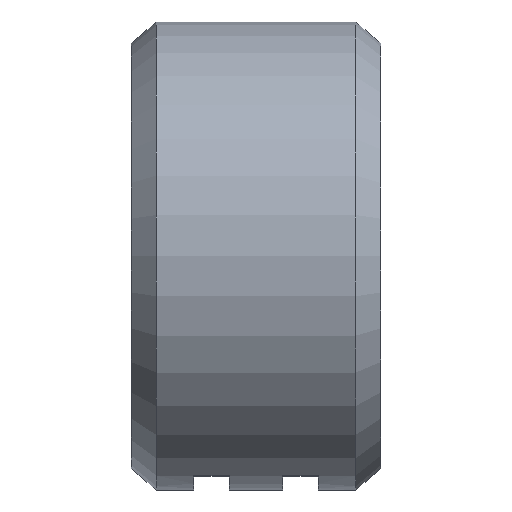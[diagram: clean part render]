
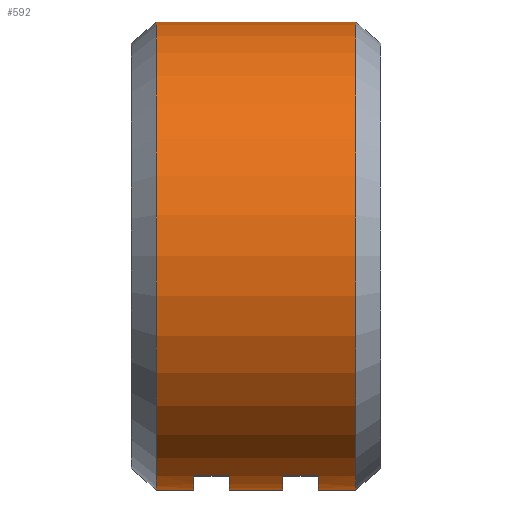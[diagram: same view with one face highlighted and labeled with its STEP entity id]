
A CAD part, top view. The second image highlights one B-rep face of the part: STEP entity #592.
In plain terms, the highlighted cylindrical face has radius 385 mm (diameter 770 mm), a full revolution.
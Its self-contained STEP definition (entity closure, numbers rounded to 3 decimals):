
#29=CYLINDRICAL_SURFACE('',#672,385.);
#60=FACE_OUTER_BOUND('',#97,.T.);
#97=EDGE_LOOP('',(#510,#511,#512,#513,#514,#515,#516,#517,#518,#519,#520,
#521,#522,#523,#524,#525,#526,#527,#528,#529));
#105=LINE('',#881,#154);
#106=LINE('',#882,#155);
#109=LINE('',#898,#158);
#110=LINE('',#899,#159);
#148=LINE('',#1028,#197);
#149=LINE('',#1029,#198);
#150=LINE('',#1030,#199);
#154=VECTOR('',#696,10.);
#155=VECTOR('',#697,10.);
#158=VECTOR('',#714,10.);
#159=VECTOR('',#715,10.);
#197=VECTOR('',#853,385.);
#198=VECTOR('',#854,385.);
#199=VECTOR('',#855,385.);
#201=CIRCLE('',#611,385.);
#202=CIRCLE('',#612,385.);
#203=CIRCLE('',#614,385.);
#204=CIRCLE('',#615,385.);
#205=CIRCLE('',#618,385.);
#206=CIRCLE('',#619,385.);
#207=CIRCLE('',#621,385.);
#208=CIRCLE('',#622,385.);
#231=CIRCLE('',#670,385.);
#233=CIRCLE('',#673,385.);
#235=VERTEX_POINT('',#867);
#236=VERTEX_POINT('',#868);
#237=VERTEX_POINT('',#870);
#238=VERTEX_POINT('',#874);
#239=VERTEX_POINT('',#875);
#240=VERTEX_POINT('',#877);
#241=VERTEX_POINT('',#884);
#242=VERTEX_POINT('',#885);
#243=VERTEX_POINT('',#887);
#244=VERTEX_POINT('',#891);
#245=VERTEX_POINT('',#892);
#246=VERTEX_POINT('',#894);
#285=VERTEX_POINT('',#1020);
#287=VERTEX_POINT('',#1026);
#289=EDGE_CURVE('',#235,#236,#201,.T.);
#291=EDGE_CURVE('',#236,#237,#202,.T.);
#292=EDGE_CURVE('',#238,#239,#203,.T.);
#294=EDGE_CURVE('',#239,#240,#204,.T.);
#295=EDGE_CURVE('',#240,#235,#105,.T.);
#296=EDGE_CURVE('',#237,#238,#106,.T.);
#297=EDGE_CURVE('',#241,#242,#205,.T.);
#299=EDGE_CURVE('',#242,#243,#206,.T.);
#300=EDGE_CURVE('',#244,#245,#207,.T.);
#302=EDGE_CURVE('',#245,#246,#208,.T.);
#303=EDGE_CURVE('',#246,#241,#109,.T.);
#304=EDGE_CURVE('',#243,#244,#110,.T.);
#363=EDGE_CURVE('',#285,#285,#231,.T.);
#366=EDGE_CURVE('',#287,#287,#233,.T.);
#367=EDGE_CURVE('',#287,#242,#148,.T.);
#368=EDGE_CURVE('',#245,#236,#149,.T.);
#369=EDGE_CURVE('',#239,#285,#150,.T.);
#510=ORIENTED_EDGE('',*,*,#366,.F.);
#511=ORIENTED_EDGE('',*,*,#367,.T.);
#512=ORIENTED_EDGE('',*,*,#299,.T.);
#513=ORIENTED_EDGE('',*,*,#304,.T.);
#514=ORIENTED_EDGE('',*,*,#300,.T.);
#515=ORIENTED_EDGE('',*,*,#368,.T.);
#516=ORIENTED_EDGE('',*,*,#291,.T.);
#517=ORIENTED_EDGE('',*,*,#296,.T.);
#518=ORIENTED_EDGE('',*,*,#292,.T.);
#519=ORIENTED_EDGE('',*,*,#369,.T.);
#520=ORIENTED_EDGE('',*,*,#363,.T.);
#521=ORIENTED_EDGE('',*,*,#369,.F.);
#522=ORIENTED_EDGE('',*,*,#294,.T.);
#523=ORIENTED_EDGE('',*,*,#295,.T.);
#524=ORIENTED_EDGE('',*,*,#289,.T.);
#525=ORIENTED_EDGE('',*,*,#368,.F.);
#526=ORIENTED_EDGE('',*,*,#302,.T.);
#527=ORIENTED_EDGE('',*,*,#303,.T.);
#528=ORIENTED_EDGE('',*,*,#297,.T.);
#529=ORIENTED_EDGE('',*,*,#367,.F.);
#592=ADVANCED_FACE('',(#60),#29,.T.);
#611=AXIS2_PLACEMENT_3D('',#869,#682,#683);
#612=AXIS2_PLACEMENT_3D('',#872,#685,#686);
#614=AXIS2_PLACEMENT_3D('',#876,#689,#690);
#615=AXIS2_PLACEMENT_3D('',#879,#692,#693);
#618=AXIS2_PLACEMENT_3D('',#886,#700,#701);
#619=AXIS2_PLACEMENT_3D('',#889,#703,#704);
#621=AXIS2_PLACEMENT_3D('',#893,#707,#708);
#622=AXIS2_PLACEMENT_3D('',#896,#710,#711);
#670=AXIS2_PLACEMENT_3D('',#1021,#844,#845);
#672=AXIS2_PLACEMENT_3D('',#1025,#849,#850);
#673=AXIS2_PLACEMENT_3D('',#1027,#851,#852);
#682=DIRECTION('center_axis',(1.,0.,0.));
#683=DIRECTION('ref_axis',(0.,1.,0.));
#685=DIRECTION('center_axis',(1.,0.,0.));
#686=DIRECTION('ref_axis',(0.,1.,0.));
#689=DIRECTION('center_axis',(-1.,0.,0.));
#690=DIRECTION('ref_axis',(0.,1.,0.));
#692=DIRECTION('center_axis',(-1.,0.,0.));
#693=DIRECTION('ref_axis',(0.,1.,0.));
#696=DIRECTION('',(1.,0.,0.));
#697=DIRECTION('',(-1.,0.,0.));
#700=DIRECTION('center_axis',(1.,0.,0.));
#701=DIRECTION('ref_axis',(0.,1.,0.));
#703=DIRECTION('center_axis',(1.,0.,0.));
#704=DIRECTION('ref_axis',(0.,1.,0.));
#707=DIRECTION('center_axis',(-1.,0.,0.));
#708=DIRECTION('ref_axis',(0.,1.,0.));
#710=DIRECTION('center_axis',(-1.,0.,0.));
#711=DIRECTION('ref_axis',(0.,1.,0.));
#714=DIRECTION('',(1.,0.,0.));
#715=DIRECTION('',(-1.,0.,0.));
#844=DIRECTION('center_axis',(1.,0.,0.));
#845=DIRECTION('ref_axis',(0.,0.,-1.));
#849=DIRECTION('center_axis',(1.,0.,0.));
#850=DIRECTION('ref_axis',(0.,1.,0.));
#851=DIRECTION('center_axis',(1.,0.,0.));
#852=DIRECTION('ref_axis',(0.,0.,-1.));
#853=DIRECTION('',(-1.,0.,0.));
#854=DIRECTION('',(-1.,0.,0.));
#855=DIRECTION('',(-1.,0.,0.));
#867=CARTESIAN_POINT('',(-43.929,-361.9,131.352));
#868=CARTESIAN_POINT('',(-43.929,-385.,0.));
#869=CARTESIAN_POINT('Origin',(-43.929,0.,0.));
#870=CARTESIAN_POINT('',(-43.929,-361.9,-131.352));
#872=CARTESIAN_POINT('Origin',(-43.929,0.,0.));
#874=CARTESIAN_POINT('',(-102.5,-361.9,-131.352));
#875=CARTESIAN_POINT('',(-102.5,-385.,0.));
#876=CARTESIAN_POINT('Origin',(-102.5,0.,0.));
#877=CARTESIAN_POINT('',(-102.5,-361.9,131.352));
#879=CARTESIAN_POINT('Origin',(-102.5,0.,0.));
#881=CARTESIAN_POINT('',(0.,-361.9,131.352));
#882=CARTESIAN_POINT('',(0.,-361.9,-131.352));
#884=CARTESIAN_POINT('',(102.5,-361.9,131.352));
#885=CARTESIAN_POINT('',(102.5,-385.,0.));
#886=CARTESIAN_POINT('Origin',(102.5,0.,0.));
#887=CARTESIAN_POINT('',(102.5,-361.9,-131.352));
#889=CARTESIAN_POINT('Origin',(102.5,0.,0.));
#891=CARTESIAN_POINT('',(43.929,-361.9,-131.352));
#892=CARTESIAN_POINT('',(43.929,-385.,0.));
#893=CARTESIAN_POINT('Origin',(43.929,0.,0.));
#894=CARTESIAN_POINT('',(43.929,-361.9,131.352));
#896=CARTESIAN_POINT('Origin',(43.929,0.,0.));
#898=CARTESIAN_POINT('',(0.,-361.9,131.352));
#899=CARTESIAN_POINT('',(0.,-361.9,-131.352));
#1020=CARTESIAN_POINT('',(-164.,-385.,0.));
#1021=CARTESIAN_POINT('Origin',(-164.,0.,0.));
#1025=CARTESIAN_POINT('Origin',(0.,0.,0.));
#1026=CARTESIAN_POINT('',(164.,-385.,0.));
#1027=CARTESIAN_POINT('Origin',(164.,0.,0.));
#1028=CARTESIAN_POINT('',(0.,-385.,0.));
#1029=CARTESIAN_POINT('',(0.,-385.,0.));
#1030=CARTESIAN_POINT('',(0.,-385.,0.));
